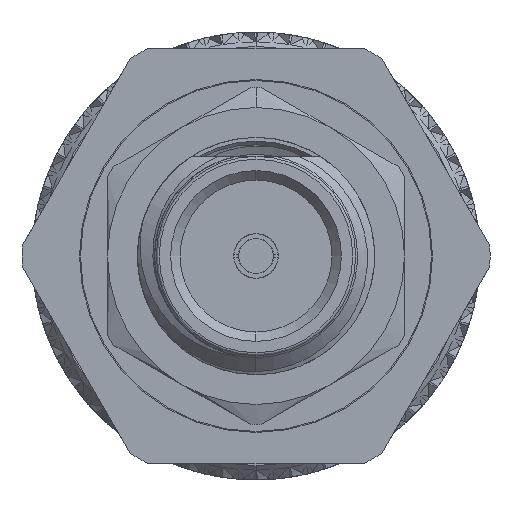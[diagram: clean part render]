
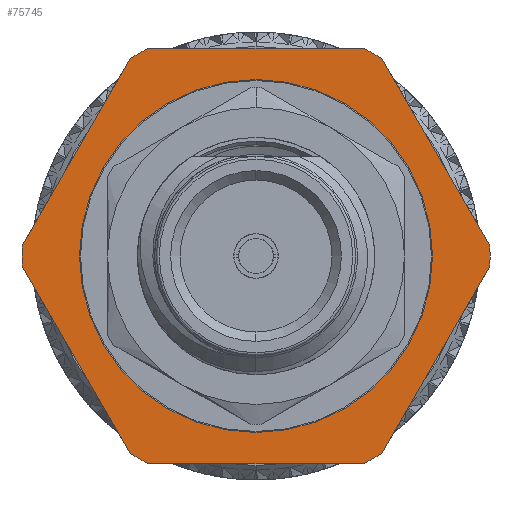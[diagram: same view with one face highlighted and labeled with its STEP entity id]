
A CAD part, left-side view. The second image highlights one B-rep face of the part: STEP entity #75745.
In plain terms, the highlighted face is planar.
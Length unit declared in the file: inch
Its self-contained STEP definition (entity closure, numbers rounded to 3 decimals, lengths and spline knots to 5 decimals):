
#241 = ORIENTED_EDGE ( 'NONE', *, *, #25127, .T. ) ;
#443 = AXIS2_PLACEMENT_3D ( 'NONE', #20713, #27803, #77017 ) ;
#1453 = CARTESIAN_POINT ( 'NONE',  ( -0.21875, 0.1263, 0. ) ) ;
#2384 = CARTESIAN_POINT ( 'NONE',  ( 0.0107, -0.24642, 0. ) ) ;
#2708 = DIRECTION ( 'NONE',  ( 0., 0., 1. ) ) ;
#3134 = AXIS2_PLACEMENT_3D ( 'NONE', #62273, #68480, #6000 ) ;
#3299 = DIRECTION ( 'NONE',  ( 1., 0., 0. ) ) ;
#5607 = ORIENTED_EDGE ( 'NONE', *, *, #77819, .T. ) ;
#6000 = DIRECTION ( 'NONE',  ( 1., 0., 0. ) ) ;
#7289 = CARTESIAN_POINT ( 'NONE',  ( 0., 0.25259, 0. ) ) ;
#7584 = DIRECTION ( 'NONE',  ( 0., 1., 0. ) ) ;
#7595 = EDGE_CURVE ( 'NONE', #63219, #61838, #47948, .T. ) ;
#7826 = AXIS2_PLACEMENT_3D ( 'NONE', #63542, #44806, #16826 ) ;
#8510 = DIRECTION ( 'NONE',  ( 0., -1., 0. ) ) ;
#8834 = ORIENTED_EDGE ( 'NONE', *, *, #56209, .T. ) ;
#9895 = CIRCLE ( 'NONE', #22948, 0.24665 ) ;
#10290 = CIRCLE ( 'NONE', #32225, 0.186 ) ;
#11990 = EDGE_CURVE ( 'NONE', #71112, #84253, #54886, .T. ) ;
#12508 = VERTEX_POINT ( 'NONE', #89166 ) ;
#13736 = LINE ( 'NONE', #39607, #48947 ) ;
#13953 = AXIS2_PLACEMENT_3D ( 'NONE', #44817, #2708, #59578 ) ;
#14157 = CARTESIAN_POINT ( 'NONE',  ( 0., 0., 0. ) ) ;
#14511 = ORIENTED_EDGE ( 'NONE', *, *, #41222, .T. ) ;
#16165 = CARTESIAN_POINT ( 'NONE',  ( 0., 0., 0. ) ) ;
#16470 = LINE ( 'NONE', #7289, #80360 ) ;
#16660 = EDGE_CURVE ( 'NONE', #53396, #91363, #88645, .T. ) ;
#16723 = CARTESIAN_POINT ( 'NONE',  ( 0.20805, 0.13247, 0. ) ) ;
#16826 = DIRECTION ( 'NONE',  ( 1., 0., 0. ) ) ;
#18035 = CARTESIAN_POINT ( 'NONE',  ( 0.21875, 0.11394, 0. ) ) ;
#19734 = DIRECTION ( 'NONE',  ( 1., 0., 0. ) ) ;
#20713 = CARTESIAN_POINT ( 'NONE',  ( 0., 0., 0. ) ) ;
#20905 = CARTESIAN_POINT ( 'NONE',  ( 0., 0., 0. ) ) ;
#21336 = AXIS2_PLACEMENT_3D ( 'NONE', #14157, #84735, #64328 ) ;
#22446 = AXIS2_PLACEMENT_3D ( 'NONE', #20905, #27705, #19734 ) ;
#22948 = AXIS2_PLACEMENT_3D ( 'NONE', #16165, #65389, #65081 ) ;
#23970 = CIRCLE ( 'NONE', #13953, 0.24665 ) ;
#24364 = ORIENTED_EDGE ( 'NONE', *, *, #38023, .T. ) ;
#24643 = CARTESIAN_POINT ( 'NONE',  ( 0.186, 0., 0. ) ) ;
#25127 = EDGE_CURVE ( 'NONE', #40784, #86157, #16470, .T. ) ;
#26899 = EDGE_CURVE ( 'NONE', #36920, #39224, #23970, .T. ) ;
#27705 = DIRECTION ( 'NONE',  ( 0., 0., 1. ) ) ;
#27803 = DIRECTION ( 'NONE',  ( 0., 0., 1. ) ) ;
#29264 = VECTOR ( 'NONE', #7584, 39.37008 ) ;
#29924 = VERTEX_POINT ( 'NONE', #16723 ) ;
#30835 = CARTESIAN_POINT ( 'NONE',  ( 0., -0.25259, 0. ) ) ;
#32118 = CARTESIAN_POINT ( 'NONE',  ( 0.21875, 0.1263, 0. ) ) ;
#32225 = AXIS2_PLACEMENT_3D ( 'NONE', #72608, #36284, #43078 ) ;
#32358 = VECTOR ( 'NONE', #55459, 39.37008 ) ;
#36284 = DIRECTION ( 'NONE',  ( 0., 0., 1. ) ) ;
#36920 = VERTEX_POINT ( 'NONE', #90531 ) ;
#37448 = CARTESIAN_POINT ( 'NONE',  ( -0.21875, -0.11394, 0. ) ) ;
#38023 = EDGE_CURVE ( 'NONE', #29924, #12508, #51096, .T. ) ;
#38869 = ORIENTED_EDGE ( 'NONE', *, *, #16660, .T. ) ;
#38905 = CARTESIAN_POINT ( 'NONE',  ( 0., 0., 0. ) ) ;
#39224 = VERTEX_POINT ( 'NONE', #2384 ) ;
#39607 = CARTESIAN_POINT ( 'NONE',  ( -0.21875, -0.1263, 0. ) ) ;
#40784 = VERTEX_POINT ( 'NONE', #70084 ) ;
#41043 = ORIENTED_EDGE ( 'NONE', *, *, #53819, .T. ) ;
#41222 = EDGE_CURVE ( 'NONE', #61838, #29924, #45292, .T. ) ;
#42361 = CARTESIAN_POINT ( 'NONE',  ( 0.21875, -0.1263, 0. ) ) ;
#42888 = EDGE_LOOP ( 'NONE', ( #64122, #54557 ) ) ;
#43078 = DIRECTION ( 'NONE',  ( 1., 0., 0. ) ) ;
#43975 = CARTESIAN_POINT ( 'NONE',  ( -0.21875, 0.11394, 0. ) ) ;
#44806 = DIRECTION ( 'NONE',  ( 0., 0., 1. ) ) ;
#44817 = CARTESIAN_POINT ( 'NONE',  ( 0., 0., 0. ) ) ;
#45292 = CIRCLE ( 'NONE', #3134, 0.24665 ) ;
#45578 = LINE ( 'NONE', #30835, #54365 ) ;
#47286 = AXIS2_PLACEMENT_3D ( 'NONE', #38905, #87691, #3299 ) ;
#47948 = LINE ( 'NONE', #42361, #29264 ) ;
#48416 = ORIENTED_EDGE ( 'NONE', *, *, #78675, .T. ) ;
#48947 = VECTOR ( 'NONE', #61153, 39.37008 ) ;
#49270 = ORIENTED_EDGE ( 'NONE', *, *, #56340, .T. ) ;
#49794 = ORIENTED_EDGE ( 'NONE', *, *, #7595, .T. ) ;
#51096 = LINE ( 'NONE', #32118, #32358 ) ;
#51752 = EDGE_LOOP ( 'NONE', ( #24364, #41043, #241, #8834, #70593, #38869, #5607, #84163, #48416, #49270, #49794, #14511 ) ) ;
#53396 = VERTEX_POINT ( 'NONE', #37448 ) ;
#53663 = CARTESIAN_POINT ( 'NONE',  ( 0.20805, -0.13247, 0. ) ) ;
#53819 = EDGE_CURVE ( 'NONE', #12508, #40784, #9895, .T. ) ;
#54365 = VECTOR ( 'NONE', #72376, 39.37008 ) ;
#54557 = ORIENTED_EDGE ( 'NONE', *, *, #11990, .F. ) ;
#54886 = CIRCLE ( 'NONE', #21336, 0.186 ) ;
#55459 = DIRECTION ( 'NONE',  ( -0.866, 0.5, 0. ) ) ;
#56209 = EDGE_CURVE ( 'NONE', #86157, #79289, #74509, .T. ) ;
#56340 = EDGE_CURVE ( 'NONE', #90154, #63219, #72307, .T. ) ;
#56776 = CARTESIAN_POINT ( 'NONE',  ( -0.20805, 0.13247, 0. ) ) ;
#57699 = EDGE_CURVE ( 'NONE', #79289, #53396, #62293, .T. ) ;
#59578 = DIRECTION ( 'NONE',  ( 1., 0., 0. ) ) ;
#60169 = CARTESIAN_POINT ( 'NONE',  ( -0.20805, -0.13247, 0. ) ) ;
#61153 = DIRECTION ( 'NONE',  ( 0.866, -0.5, 0. ) ) ;
#61838 = VERTEX_POINT ( 'NONE', #18035 ) ;
#62273 = CARTESIAN_POINT ( 'NONE',  ( 0., 0., 0. ) ) ;
#62293 = LINE ( 'NONE', #1453, #84387 ) ;
#63219 = VERTEX_POINT ( 'NONE', #65830 ) ;
#63542 = CARTESIAN_POINT ( 'NONE',  ( 0., 0., 0. ) ) ;
#63878 = CARTESIAN_POINT ( 'NONE',  ( -0.186, 0., 0. ) ) ;
#64122 = ORIENTED_EDGE ( 'NONE', *, *, #81244, .F. ) ;
#64328 = DIRECTION ( 'NONE',  ( 1., 0., 0. ) ) ;
#64641 = FACE_BOUND ( 'NONE', #42888, .T. ) ;
#65081 = DIRECTION ( 'NONE',  ( 1., 0., 0. ) ) ;
#65389 = DIRECTION ( 'NONE',  ( 0., 0., 1. ) ) ;
#65830 = CARTESIAN_POINT ( 'NONE',  ( 0.21875, -0.11394, 0. ) ) ;
#68480 = DIRECTION ( 'NONE',  ( 0., 0., 1. ) ) ;
#70084 = CARTESIAN_POINT ( 'NONE',  ( -0.0107, 0.24642, 0. ) ) ;
#70593 = ORIENTED_EDGE ( 'NONE', *, *, #57699, .T. ) ;
#71112 = VERTEX_POINT ( 'NONE', #63878 ) ;
#72307 = CIRCLE ( 'NONE', #47286, 0.24665 ) ;
#72376 = DIRECTION ( 'NONE',  ( 0.866, 0.5, 0. ) ) ;
#72608 = CARTESIAN_POINT ( 'NONE',  ( 0., 0., 0. ) ) ;
#74509 = CIRCLE ( 'NONE', #7826, 0.24665 ) ;
#75745 = ADVANCED_FACE ( 'NONE', ( #64641, #81212 ), #91296, .T. ) ;
#77017 = DIRECTION ( 'NONE',  ( 1., 0., 0. ) ) ;
#77819 = EDGE_CURVE ( 'NONE', #91363, #36920, #13736, .T. ) ;
#78440 = DIRECTION ( 'NONE',  ( -0.866, -0.5, 0. ) ) ;
#78675 = EDGE_CURVE ( 'NONE', #39224, #90154, #45578, .T. ) ;
#79289 = VERTEX_POINT ( 'NONE', #43975 ) ;
#80360 = VECTOR ( 'NONE', #78440, 39.37008 ) ;
#81212 = FACE_OUTER_BOUND ( 'NONE', #51752, .T. ) ;
#81244 = EDGE_CURVE ( 'NONE', #84253, #71112, #10290, .T. ) ;
#84163 = ORIENTED_EDGE ( 'NONE', *, *, #26899, .T. ) ;
#84253 = VERTEX_POINT ( 'NONE', #24643 ) ;
#84387 = VECTOR ( 'NONE', #8510, 39.37008 ) ;
#84735 = DIRECTION ( 'NONE',  ( 0., 0., 1. ) ) ;
#86157 = VERTEX_POINT ( 'NONE', #56776 ) ;
#87691 = DIRECTION ( 'NONE',  ( 0., 0., 1. ) ) ;
#88645 = CIRCLE ( 'NONE', #22446, 0.24665 ) ;
#89166 = CARTESIAN_POINT ( 'NONE',  ( 0.0107, 0.24642, 0. ) ) ;
#90154 = VERTEX_POINT ( 'NONE', #53663 ) ;
#90531 = CARTESIAN_POINT ( 'NONE',  ( -0.0107, -0.24642, 0. ) ) ;
#91296 = PLANE ( 'NONE',  #443 ) ;
#91363 = VERTEX_POINT ( 'NONE', #60169 ) ;
